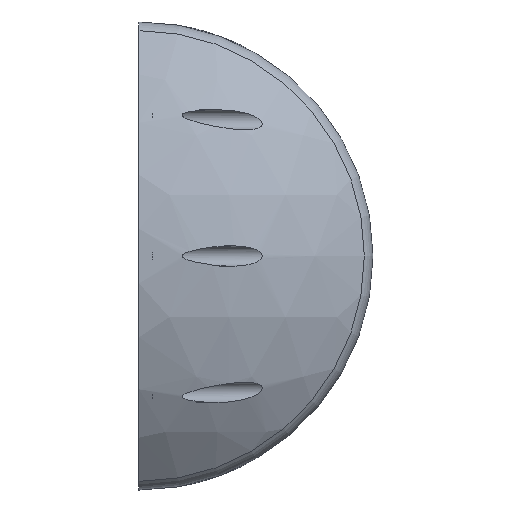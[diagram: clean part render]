
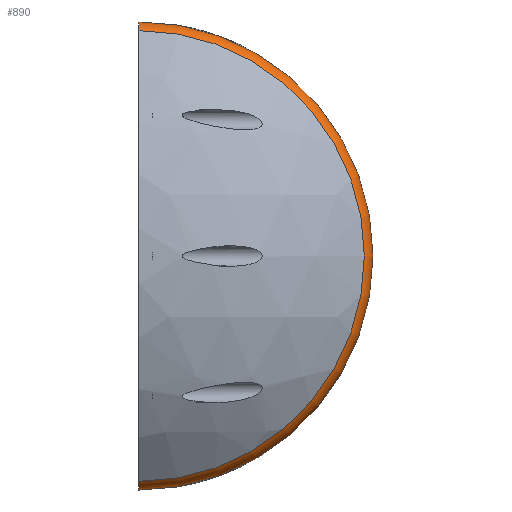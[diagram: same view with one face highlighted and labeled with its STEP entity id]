
A CAD part, left-side view. The second image highlights one B-rep face of the part: STEP entity #890.
In plain terms, the highlighted toroidal (fillet/blend) face has major radius 50.8 mm and minor radius 6.35 mm.
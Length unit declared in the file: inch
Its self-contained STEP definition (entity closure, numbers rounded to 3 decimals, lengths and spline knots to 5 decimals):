
#19=TOROIDAL_SURFACE('',#1025,2.,0.25);
#202=FACE_OUTER_BOUND('',#278,.T.);
#278=EDGE_LOOP('',(#807,#808,#809,#810));
#354=CIRCLE('',#1017,0.25);
#356=CIRCLE('',#1019,0.25);
#359=CIRCLE('',#1023,2.25);
#361=CIRCLE('',#1026,2.16667);
#449=VERTEX_POINT('',#2198);
#454=VERTEX_POINT('',#2207);
#455=VERTEX_POINT('',#2209);
#456=VERTEX_POINT('',#2211);
#574=EDGE_CURVE('',#454,#455,#354,.T.);
#576=EDGE_CURVE('',#456,#449,#356,.T.);
#581=EDGE_CURVE('',#454,#449,#359,.T.);
#583=EDGE_CURVE('',#455,#456,#361,.T.);
#807=ORIENTED_EDGE('',*,*,#576,.F.);
#808=ORIENTED_EDGE('',*,*,#583,.F.);
#809=ORIENTED_EDGE('',*,*,#574,.F.);
#810=ORIENTED_EDGE('',*,*,#581,.T.);
#890=ADVANCED_FACE('',(#202),#19,.T.);
#1017=AXIS2_PLACEMENT_3D('',#2210,#1264,#1265);
#1019=AXIS2_PLACEMENT_3D('',#2213,#1268,#1269);
#1023=AXIS2_PLACEMENT_3D('',#2223,#1278,#1279);
#1025=AXIS2_PLACEMENT_3D('',#2225,#1282,#1283);
#1026=AXIS2_PLACEMENT_3D('',#2226,#1284,#1285);
#1264=DIRECTION('center_axis',(0.,1.,0.));
#1265=DIRECTION('ref_axis',(0.,0.,-1.));
#1268=DIRECTION('center_axis',(0.,1.,0.));
#1269=DIRECTION('ref_axis',(-0.745,0.,0.667));
#1278=DIRECTION('center_axis',(-1.,0.,0.));
#1279=DIRECTION('ref_axis',(0.,0.,1.));
#1282=DIRECTION('center_axis',(-1.,0.,0.));
#1283=DIRECTION('ref_axis',(0.,0.,1.));
#1284=DIRECTION('center_axis',(-1.,0.,0.));
#1285=DIRECTION('ref_axis',(0.,0.,1.));
#2198=CARTESIAN_POINT('',(-2.,0.,2.25));
#2207=CARTESIAN_POINT('',(-2.,0.,-2.25));
#2209=CARTESIAN_POINT('',(-2.18634,0.,-2.16667));
#2210=CARTESIAN_POINT('Origin',(-2.,0.,-2.));
#2211=CARTESIAN_POINT('',(-2.18634,0.,2.16667));
#2213=CARTESIAN_POINT('Origin',(-2.,0.,2.));
#2223=CARTESIAN_POINT('Origin',(-2.,0.,0.));
#2225=CARTESIAN_POINT('Origin',(-2.,0.,0.));
#2226=CARTESIAN_POINT('Origin',(-2.18634,0.,0.));
